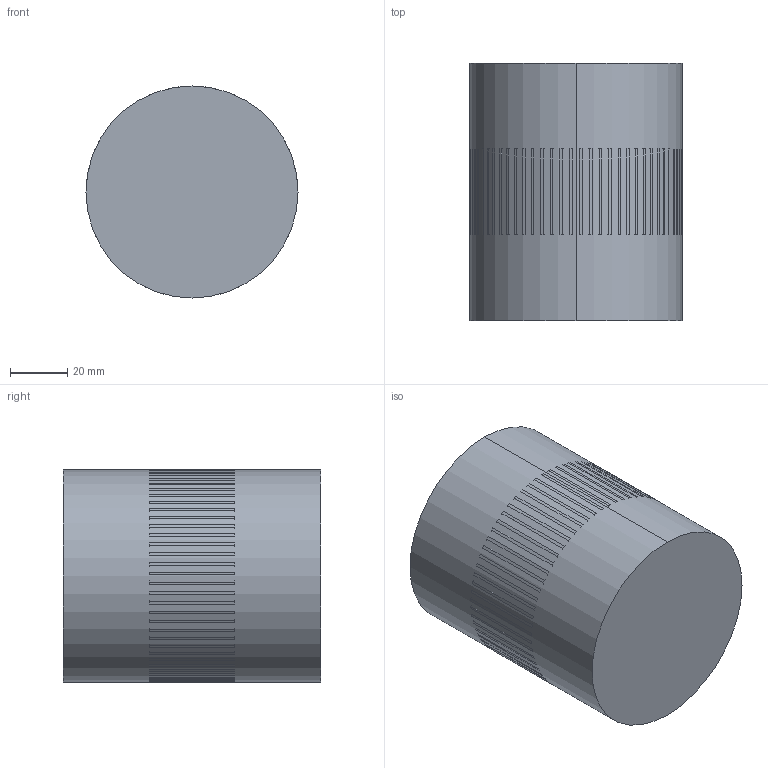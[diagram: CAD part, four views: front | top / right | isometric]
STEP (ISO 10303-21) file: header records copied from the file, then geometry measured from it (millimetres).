
FILE_DESCRIPTION (( 'STEP AP214' ), '1' );
FILE_NAME ('New_Piston.STEP', '2025-05-24T19:00:24', ( '' ), ( '' ), 'SwSTEP 2.0', 'SolidWorks 2024', '' );
FILE_SCHEMA (( 'AUTOMOTIVE_DESIGN' ));
Length unit declared in the file: millimetre
Products named in the file (1): New_Piston
Bounding box: 74.1 x 90 x 74.1 mm (x, y, z)
Volume: 261892.5 mm3; surface area: 46495 mm2
Topology: 1 solids, 2 shells, 274 faces, 810 edges, 540 vertices
Faces by surface type: plane 205, cylinder 69
Entity records: 9113 total; most frequent: CARTESIAN_POINT 1625, ORIENTED_EDGE 1620, DIRECTION 1498, EDGE_CURVE 810, VECTOR 672, LINE 672, VERTEX_POINT 540, AXIS2_PLACEMENT_3D 413
